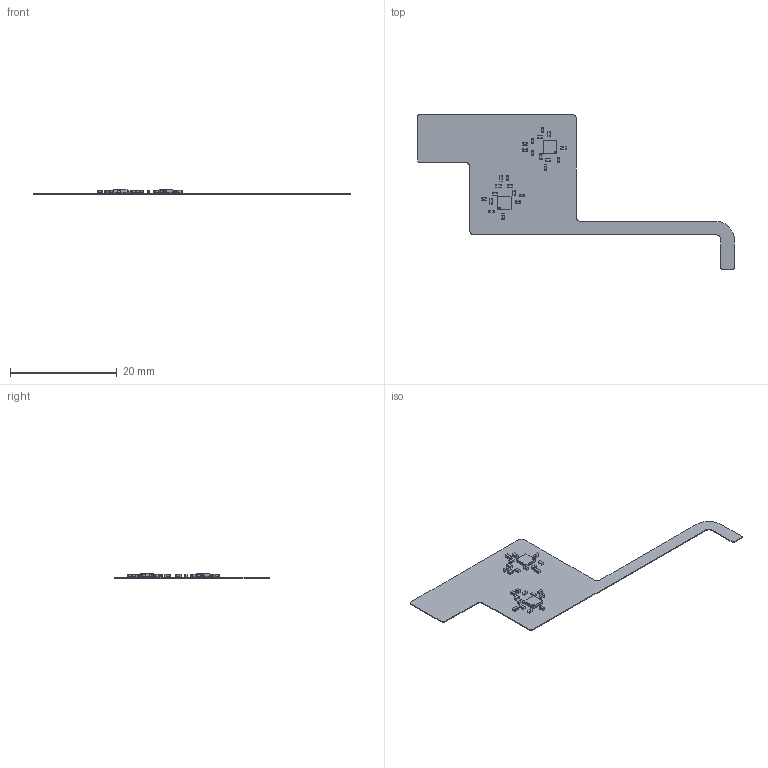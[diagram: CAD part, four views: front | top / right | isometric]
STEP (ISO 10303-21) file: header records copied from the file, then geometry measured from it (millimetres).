
FILE_DESCRIPTION(('KiCad electronic assembly'),'2;1');
FILE_NAME('Card_Adapter_Flex_AddOn.step','2025-04-29T09:55:36',('Pcbnew' ),('Kicad'),'Open CASCADE STEP processor 7.8', 'KiCad to STEP converter','Unknown');
FILE_SCHEMA(('AUTOMOTIVE_DESIGN { 1 0 10303 214 1 1 1 1 }'));
Length unit declared in the file: millimetre
Products named in the file (5): Card_Adapter_Flex_AddOn 1; C_0402_1005Metric; R_0402_1005Metric; 5PB1214CMGK8_4pin; Card_Adapter_Flex_AddOn_PCB
Assembly tree (27 placements, depth 2):
  Card_Adapter_Flex_AddOn 1
    C_0402_1005Metric  x14
    R_0402_1005Metric  x10
    5PB1214CMGK8_4pin  x2
    Card_Adapter_Flex_AddOn_PCB
Bounding box: 59.35 x 29.02 x 0.79 mm (x, y, z)
Volume: 105.6 mm3; surface area: 1383.5 mm2
Topology: 59 solids, 59 shells, 1016 faces, 2564 edges, 1696 vertices
Faces by surface type: plane 754, cylinder 262
Entity records: 8697 total; most frequent: CARTESIAN_POINT 1299, DIRECTION 1232, ORIENTED_EDGE 1228, EDGE_CURVE 614, LINE 550, VECTOR 550, VERTEX_POINT 408, AXIS2_PLACEMENT_3D 341
